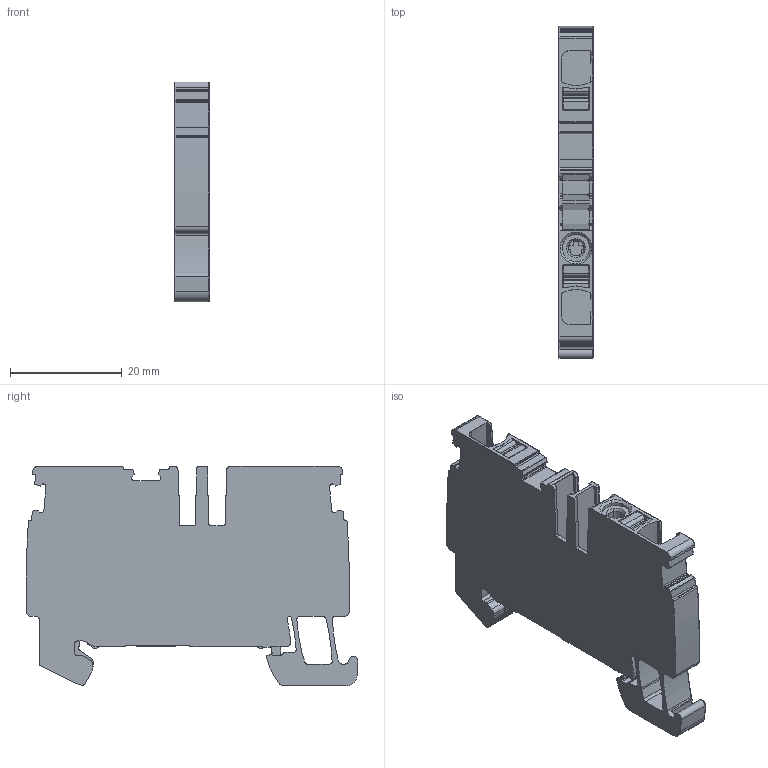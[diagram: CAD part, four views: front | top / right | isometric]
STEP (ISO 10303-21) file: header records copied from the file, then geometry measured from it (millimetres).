
FILE_DESCRIPTION(('CATIA V5R24 STEP','CAx-IF Rec.Pracs.--- Model Styling and Organization---1.2---2011-12-15'),'2;1');
FILE_NAME('2051360000.stp','2017-06-13T11:19:35+00:00',('Weidmueller Interface'),('WI'),'CATIA Version 5-6 Release 2014 SP4 HF52','CATIA V5 STEP AP214','none');
FILE_SCHEMA(('AUTOMOTIVE_DESIGN { 1 0 10303 214 1 1 1 1 }'));
Length unit declared in the file: millimetre
Products named in the file (1): 2051360000_A2C_4_PE
Bounding box: 6.1 x 59.49 x 39.4 mm (x, y, z)
Volume: 10011.7 mm3; surface area: 10057.1 mm2
Topology: 10 solids, 10 shells, 737 faces, 2154 edges, 1441 vertices
Faces by surface type: plane 347, cylinder 320, extrusion 66, cone 4
Entity records: 25115 total; most frequent: CARTESIAN_POINT 5373, ORIENTED_EDGE 4308, DIRECTION 3283, EDGE_CURVE 2154, VERTEX_POINT 1441, VECTOR 1429, LINE 1363, AXIS2_PLACEMENT_3D 1250
